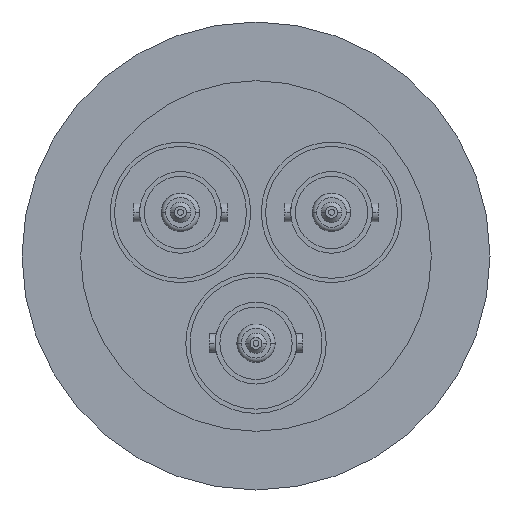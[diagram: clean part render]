
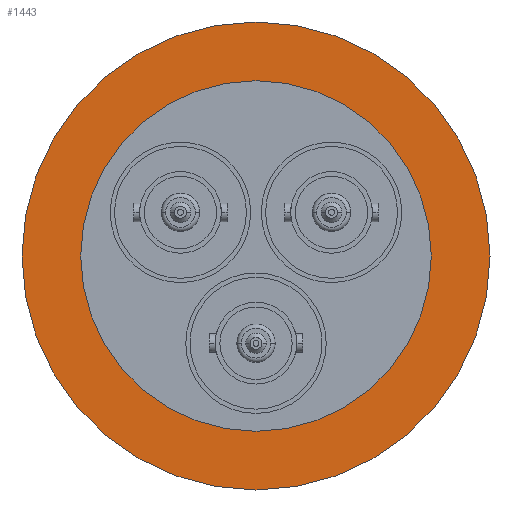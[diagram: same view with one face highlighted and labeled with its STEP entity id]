
A CAD part, left-side view. The second image highlights one B-rep face of the part: STEP entity #1443.
In plain terms, the highlighted planar face has unit normal (-1, 0, 0).
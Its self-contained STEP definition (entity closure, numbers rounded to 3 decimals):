
#10 = DIRECTION ( 'NONE',  ( 0., 0., 1. ) ) ;
#19 = AXIS2_PLACEMENT_3D ( 'NONE', #1329, #1710, #1150 ) ;
#164 = CIRCLE ( 'NONE', #492, 20.6 ) ;
#241 = ORIENTED_EDGE ( 'NONE', *, *, #2013, .T. ) ;
#280 = EDGE_CURVE ( 'NONE', #1130, #2250, #164, .T. ) ;
#373 = CARTESIAN_POINT ( 'NONE',  ( 0., 0., 20.6 ) ) ;
#431 = AXIS2_PLACEMENT_3D ( 'NONE', #2270, #476, #868 ) ;
#476 = DIRECTION ( 'NONE',  ( -1., 0., 0. ) ) ;
#492 = AXIS2_PLACEMENT_3D ( 'NONE', #2396, #588, #10 ) ;
#588 = DIRECTION ( 'NONE',  ( -1., 0., 0. ) ) ;
#591 = ORIENTED_EDGE ( 'NONE', *, *, #2387, .F. ) ;
#756 = DIRECTION ( 'NONE',  ( -1., 0., 0. ) ) ;
#786 = EDGE_LOOP ( 'NONE', ( #2051, #241 ) ) ;
#849 = AXIS2_PLACEMENT_3D ( 'NONE', #1620, #1822, #2162 ) ;
#868 = DIRECTION ( 'NONE',  ( 0., 0., 1. ) ) ;
#1046 = PLANE ( 'NONE',  #849 ) ;
#1125 = CARTESIAN_POINT ( 'NONE',  ( 0., 0., -20.6 ) ) ;
#1130 = VERTEX_POINT ( 'NONE', #1125 ) ;
#1138 = CARTESIAN_POINT ( 'NONE',  ( 0., 0., 0. ) ) ;
#1150 = DIRECTION ( 'NONE',  ( 0., 0., 1. ) ) ;
#1235 = FACE_BOUND ( 'NONE', #1444, .T. ) ;
#1316 = DIRECTION ( 'NONE',  ( 0., 0., 1. ) ) ;
#1329 = CARTESIAN_POINT ( 'NONE',  ( 0., 0., 0. ) ) ;
#1443 = ADVANCED_FACE ( 'NONE', ( #1235, #2206 ), #1046, .F. ) ;
#1444 = EDGE_LOOP ( 'NONE', ( #591, #2223 ) ) ;
#1481 = CIRCLE ( 'NONE', #431, 27.5 ) ;
#1512 = VERTEX_POINT ( 'NONE', #1858 ) ;
#1596 = AXIS2_PLACEMENT_3D ( 'NONE', #1138, #756, #1316 ) ;
#1620 = CARTESIAN_POINT ( 'NONE',  ( 0., 0., -27.5 ) ) ;
#1710 = DIRECTION ( 'NONE',  ( -1., 0., 0. ) ) ;
#1752 = CIRCLE ( 'NONE', #1596, 20.6 ) ;
#1822 = DIRECTION ( 'NONE',  ( 1., 0., 0. ) ) ;
#1858 = CARTESIAN_POINT ( 'NONE',  ( 0., 0., -27.5 ) ) ;
#1865 = CIRCLE ( 'NONE', #19, 27.5 ) ;
#1975 = CARTESIAN_POINT ( 'NONE',  ( 0., 0., 27.5 ) ) ;
#2013 = EDGE_CURVE ( 'NONE', #1512, #2028, #1481, .T. ) ;
#2028 = VERTEX_POINT ( 'NONE', #1975 ) ;
#2051 = ORIENTED_EDGE ( 'NONE', *, *, #2352, .T. ) ;
#2162 = DIRECTION ( 'NONE',  ( 0., 0., -1. ) ) ;
#2206 = FACE_OUTER_BOUND ( 'NONE', #786, .T. ) ;
#2223 = ORIENTED_EDGE ( 'NONE', *, *, #280, .F. ) ;
#2250 = VERTEX_POINT ( 'NONE', #373 ) ;
#2270 = CARTESIAN_POINT ( 'NONE',  ( 0., 0., 0. ) ) ;
#2352 = EDGE_CURVE ( 'NONE', #2028, #1512, #1865, .T. ) ;
#2387 = EDGE_CURVE ( 'NONE', #2250, #1130, #1752, .T. ) ;
#2396 = CARTESIAN_POINT ( 'NONE',  ( 0., 0., 0. ) ) ;
